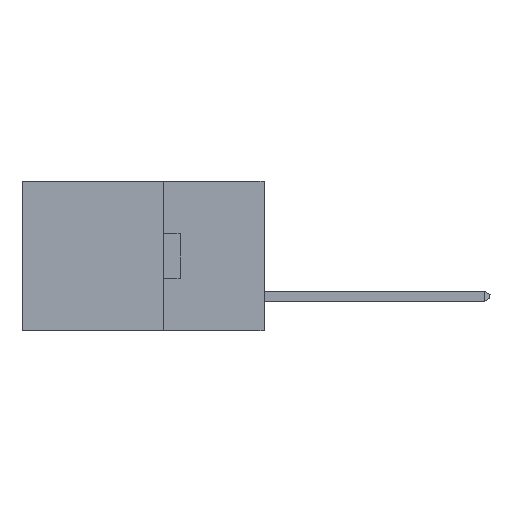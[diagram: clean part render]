
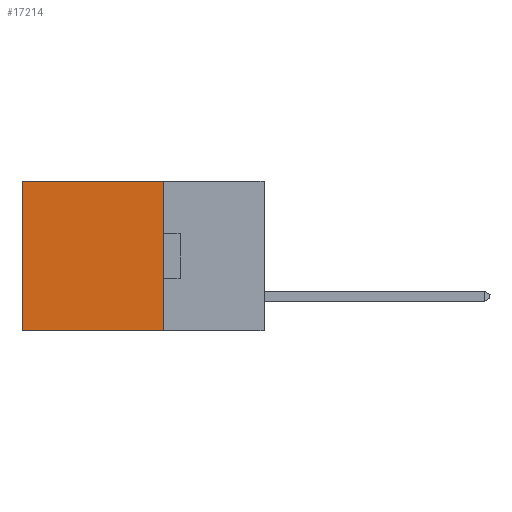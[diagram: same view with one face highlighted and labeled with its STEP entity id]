
A CAD part, left-side view. The second image highlights one B-rep face of the part: STEP entity #17214.
In plain terms, the highlighted planar face has unit normal (-1, 0, 0).
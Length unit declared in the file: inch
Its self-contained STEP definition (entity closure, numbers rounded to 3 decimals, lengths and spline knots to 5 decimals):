
#621 = DIRECTION ( 'NONE',  ( 1., 0., 0. ) ) ;
#651 = VECTOR ( 'NONE', #16842, 39.37008 ) ;
#2175 = CARTESIAN_POINT ( 'NONE',  ( 0.2615, 0.25, -0.37 ) ) ;
#4237 = VECTOR ( 'NONE', #16183, 39.37008 ) ;
#4929 = CARTESIAN_POINT ( 'NONE',  ( 0.2615, 0.25, 0. ) ) ;
#5426 = VERTEX_POINT ( 'NONE', #19827 ) ;
#6950 = VERTEX_POINT ( 'NONE', #19527 ) ;
#7021 = ORIENTED_EDGE ( 'NONE', *, *, #15343, .T. ) ;
#7167 = EDGE_CURVE ( 'NONE', #16523, #25191, #26370, .T. ) ;
#7255 = EDGE_CURVE ( 'NONE', #25191, #5426, #25283, .T. ) ;
#8093 = CARTESIAN_POINT ( 'NONE',  ( 0.2615, 0.25, -0.37 ) ) ;
#8405 = FACE_OUTER_BOUND ( 'NONE', #14752, .T. ) ;
#8747 = AXIS2_PLACEMENT_3D ( 'NONE', #8929, #621, #22643 ) ;
#8929 = CARTESIAN_POINT ( 'NONE',  ( 0.2615, 0.25, -0.37 ) ) ;
#10345 = CARTESIAN_POINT ( 'NONE',  ( 0.2615, 0.6, -0.37 ) ) ;
#10452 = EDGE_CURVE ( 'NONE', #6950, #5426, #26382, .T. ) ;
#10775 = ORIENTED_EDGE ( 'NONE', *, *, #7167, .F. ) ;
#12708 = CARTESIAN_POINT ( 'NONE',  ( 0.2615, 0.25, -0.37 ) ) ;
#13095 = ORIENTED_EDGE ( 'NONE', *, *, #10452, .T. ) ;
#14752 = EDGE_LOOP ( 'NONE', ( #13095, #24601, #10775, #7021 ) ) ;
#14868 = DIRECTION ( 'NONE',  ( 0., 1., 0. ) ) ;
#15343 = EDGE_CURVE ( 'NONE', #16523, #6950, #25591, .T. ) ;
#15395 = CARTESIAN_POINT ( 'NONE',  ( 0.2615, 0.25, 0. ) ) ;
#16183 = DIRECTION ( 'NONE',  ( 0., 0., -1. ) ) ;
#16523 = VERTEX_POINT ( 'NONE', #4929 ) ;
#16842 = DIRECTION ( 'NONE',  ( 0., 1., 0. ) ) ;
#17214 = ADVANCED_FACE ( 'NONE', ( #8405 ), #24665, .F. ) ;
#19256 = VECTOR ( 'NONE', #14868, 39.37008 ) ;
#19527 = CARTESIAN_POINT ( 'NONE',  ( 0.2615, 0.6, 0. ) ) ;
#19827 = CARTESIAN_POINT ( 'NONE',  ( 0.2615, 0.6, -0.37 ) ) ;
#22503 = VECTOR ( 'NONE', #22872, 39.37008 ) ;
#22643 = DIRECTION ( 'NONE',  ( 0., 0., -1. ) ) ;
#22872 = DIRECTION ( 'NONE',  ( 0., 0., -1. ) ) ;
#24601 = ORIENTED_EDGE ( 'NONE', *, *, #7255, .F. ) ;
#24665 = PLANE ( 'NONE',  #8747 ) ;
#25191 = VERTEX_POINT ( 'NONE', #2175 ) ;
#25283 = LINE ( 'NONE', #12708, #651 ) ;
#25591 = LINE ( 'NONE', #15395, #19256 ) ;
#26370 = LINE ( 'NONE', #8093, #4237 ) ;
#26382 = LINE ( 'NONE', #10345, #22503 ) ;
